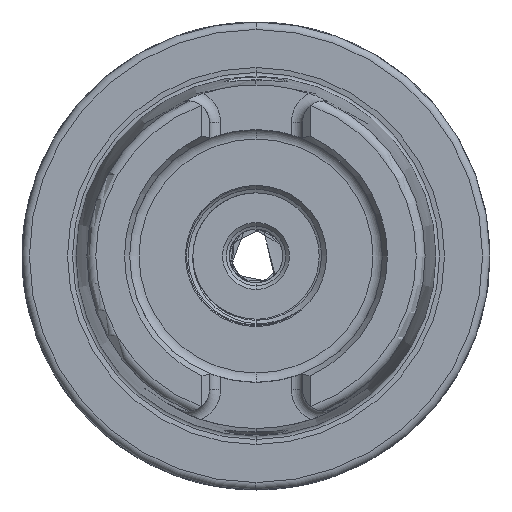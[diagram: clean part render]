
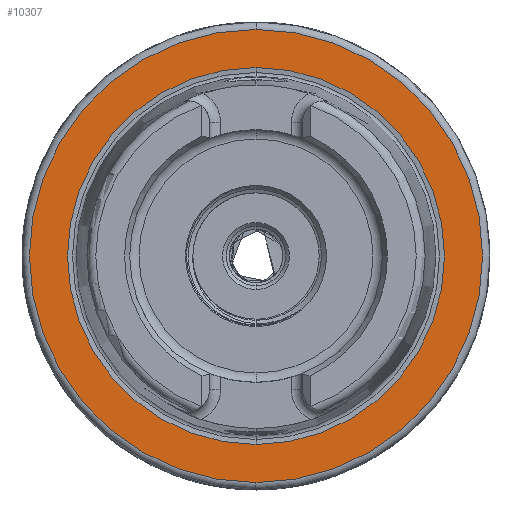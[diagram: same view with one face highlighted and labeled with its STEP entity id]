
A CAD part, left-side view. The second image highlights one B-rep face of the part: STEP entity #10307.
In plain terms, the highlighted planar face has unit normal (-1, 0, 0).
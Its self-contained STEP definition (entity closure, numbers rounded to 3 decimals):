
#73 = AXIS2_PLACEMENT_3D ( 'NONE', #2206, #2254, #2233 ) ;
#76 = AXIS2_PLACEMENT_3D ( 'NONE', #2137, #2119, #2132 ) ;
#172 = AXIS2_PLACEMENT_3D ( 'NONE', #9330, #9346, #9332 ) ;
#187 = AXIS2_PLACEMENT_3D ( 'NONE', #10663, #10652, #10670 ) ;
#2119 = DIRECTION ( 'NONE',  ( -1., 0., 0. ) ) ;
#2132 = DIRECTION ( 'NONE',  ( 0., 0., 1. ) ) ;
#2137 = CARTESIAN_POINT ( 'NONE',  ( 0., 0., 0. ) ) ;
#2206 = CARTESIAN_POINT ( 'NONE',  ( 0., 0., 0. ) ) ;
#2233 = DIRECTION ( 'NONE',  ( 0., 0., -1. ) ) ;
#2254 = DIRECTION ( 'NONE',  ( 1., 0., 0. ) ) ;
#3391 = FACE_BOUND ( 'NONE', #13250, .T. ) ;
#3393 = FACE_OUTER_BOUND ( 'NONE', #13249, .T. ) ;
#8754 = CIRCLE ( 'NONE', #172, 25.369 ) ;
#8803 = CIRCLE ( 'NONE', #187, 30.5 ) ;
#8838 = CIRCLE ( 'NONE', #76, 30.5 ) ;
#8869 = CIRCLE ( 'NONE', #73, 25.369 ) ;
#9330 = CARTESIAN_POINT ( 'NONE',  ( 0., 0., 0. ) ) ;
#9332 = DIRECTION ( 'NONE',  ( 0., 0., -1. ) ) ;
#9346 = DIRECTION ( 'NONE',  ( 1., 0., 0. ) ) ;
#10307 = ADVANCED_FACE ( 'NONE', ( #3393, #3391 ), #14823, .T. ) ;
#10652 = DIRECTION ( 'NONE',  ( -1., 0., 0. ) ) ;
#10663 = CARTESIAN_POINT ( 'NONE',  ( 0., 0., 0. ) ) ;
#10670 = DIRECTION ( 'NONE',  ( 0., 0., 1. ) ) ;
#12309 = EDGE_CURVE ( 'NONE', #13168, #13154, #8838, .T. ) ;
#12316 = EDGE_CURVE ( 'NONE', #13132, #13130, #8869, .T. ) ;
#13130 = VERTEX_POINT ( 'NONE', #18942 ) ;
#13132 = VERTEX_POINT ( 'NONE', #18947 ) ;
#13154 = VERTEX_POINT ( 'NONE', #18980 ) ;
#13168 = VERTEX_POINT ( 'NONE', #18970 ) ;
#13173 = ORIENTED_EDGE ( 'NONE', *, *, #13758, .T. ) ;
#13178 = ORIENTED_EDGE ( 'NONE', *, *, #13715, .T. ) ;
#13180 = ORIENTED_EDGE ( 'NONE', *, *, #12309, .T. ) ;
#13188 = ORIENTED_EDGE ( 'NONE', *, *, #12316, .T. ) ;
#13249 = EDGE_LOOP ( 'NONE', ( #13173, #13180 ) ) ;
#13250 = EDGE_LOOP ( 'NONE', ( #13178, #13188 ) ) ;
#13385 = AXIS2_PLACEMENT_3D ( 'NONE', #14866, #14821, #14828 ) ;
#13715 = EDGE_CURVE ( 'NONE', #13130, #13132, #8754, .T. ) ;
#13758 = EDGE_CURVE ( 'NONE', #13154, #13168, #8803, .T. ) ;
#14821 = DIRECTION ( 'NONE',  ( -1., 0., 0. ) ) ;
#14823 = PLANE ( 'NONE',  #13385 ) ;
#14828 = DIRECTION ( 'NONE',  ( 0., 0., 1. ) ) ;
#14866 = CARTESIAN_POINT ( 'NONE',  ( 0., 25.369, 0. ) ) ;
#18942 = CARTESIAN_POINT ( 'NONE',  ( 0., 0., 25.369 ) ) ;
#18947 = CARTESIAN_POINT ( 'NONE',  ( 0., 0., -25.369 ) ) ;
#18970 = CARTESIAN_POINT ( 'NONE',  ( 0., 0., -30.5 ) ) ;
#18980 = CARTESIAN_POINT ( 'NONE',  ( 0., 0., 30.5 ) ) ;
